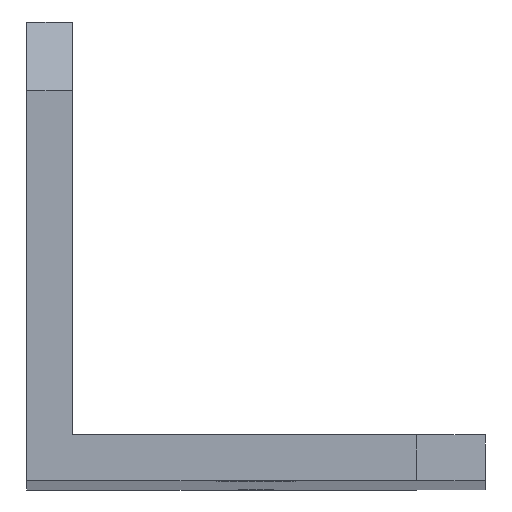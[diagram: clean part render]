
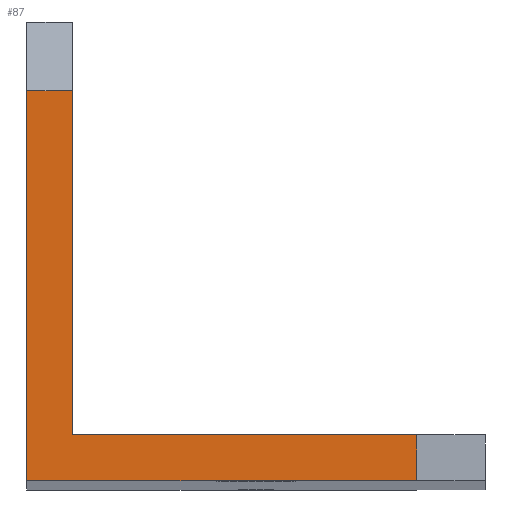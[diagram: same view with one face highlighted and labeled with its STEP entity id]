
A CAD part, top view. The second image highlights one B-rep face of the part: STEP entity #87.
In plain terms, the highlighted planar face has unit normal (0, 0, 1).
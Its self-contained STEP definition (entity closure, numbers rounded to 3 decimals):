
#4 = LINE ( 'NONE', #183, #644 ) ;
#6 = VECTOR ( 'NONE', #485, 1000. ) ;
#10 = EDGE_CURVE ( 'NONE', #511, #47, #37, .T. ) ;
#37 = LINE ( 'NONE', #320, #130 ) ;
#47 = VERTEX_POINT ( 'NONE', #266 ) ;
#49 = CARTESIAN_POINT ( 'NONE',  ( 17., 0., 117.5 ) ) ;
#62 = CARTESIAN_POINT ( 'NONE',  ( 17., 2., 117.5 ) ) ;
#64 = AXIS2_PLACEMENT_3D ( 'NONE', #480, #583, #578 ) ;
#72 = EDGE_CURVE ( 'NONE', #99, #435, #414, .T. ) ;
#87 = ADVANCED_FACE ( 'NONE', ( #280 ), #232, .F. ) ;
#91 = CARTESIAN_POINT ( 'NONE',  ( 2., 20., 117.5 ) ) ;
#99 = VERTEX_POINT ( 'NONE', #281 ) ;
#113 = ORIENTED_EDGE ( 'NONE', *, *, #180, .T. ) ;
#130 = VECTOR ( 'NONE', #179, 1000. ) ;
#151 = DIRECTION ( 'NONE',  ( 0., 1., 0. ) ) ;
#160 = CARTESIAN_POINT ( 'NONE',  ( 2., 17., 117.5 ) ) ;
#169 = VECTOR ( 'NONE', #313, 1000. ) ;
#176 = LINE ( 'NONE', #91, #426 ) ;
#179 = DIRECTION ( 'NONE',  ( -1., 0., 0. ) ) ;
#180 = EDGE_CURVE ( 'NONE', #47, #469, #176, .T. ) ;
#183 = CARTESIAN_POINT ( 'NONE',  ( 0., 0., 117.5 ) ) ;
#205 = CARTESIAN_POINT ( 'NONE',  ( 17., 0., 117.5 ) ) ;
#206 = ORIENTED_EDGE ( 'NONE', *, *, #72, .T. ) ;
#212 = CARTESIAN_POINT ( 'NONE',  ( 0., 17., 117.5 ) ) ;
#232 = PLANE ( 'NONE',  #64 ) ;
#266 = CARTESIAN_POINT ( 'NONE',  ( 2., 2., 117.5 ) ) ;
#280 = FACE_OUTER_BOUND ( 'NONE', #551, .T. ) ;
#281 = CARTESIAN_POINT ( 'NONE',  ( 0., 0., 117.5 ) ) ;
#289 = EDGE_CURVE ( 'NONE', #435, #511, #622, .T. ) ;
#313 = DIRECTION ( 'NONE',  ( -1., 0., 0. ) ) ;
#315 = VERTEX_POINT ( 'NONE', #486 ) ;
#320 = CARTESIAN_POINT ( 'NONE',  ( 20., 2., 117.5 ) ) ;
#349 = ORIENTED_EDGE ( 'NONE', *, *, #289, .T. ) ;
#357 = ORIENTED_EDGE ( 'NONE', *, *, #612, .T. ) ;
#382 = DIRECTION ( 'NONE',  ( 0., -1., 0. ) ) ;
#384 = DIRECTION ( 'NONE',  ( 0., 1., 0. ) ) ;
#388 = ORIENTED_EDGE ( 'NONE', *, *, #10, .T. ) ;
#414 = LINE ( 'NONE', #431, #6 ) ;
#426 = VECTOR ( 'NONE', #384, 1000. ) ;
#431 = CARTESIAN_POINT ( 'NONE',  ( 0., 0., 117.5 ) ) ;
#435 = VERTEX_POINT ( 'NONE', #205 ) ;
#458 = LINE ( 'NONE', #212, #169 ) ;
#469 = VERTEX_POINT ( 'NONE', #160 ) ;
#480 = CARTESIAN_POINT ( 'NONE',  ( 0., 0., 117.5 ) ) ;
#485 = DIRECTION ( 'NONE',  ( 1., 0., 0. ) ) ;
#486 = CARTESIAN_POINT ( 'NONE',  ( 0., 17., 117.5 ) ) ;
#494 = ORIENTED_EDGE ( 'NONE', *, *, #513, .T. ) ;
#511 = VERTEX_POINT ( 'NONE', #62 ) ;
#513 = EDGE_CURVE ( 'NONE', #469, #315, #458, .T. ) ;
#551 = EDGE_LOOP ( 'NONE', ( #206, #349, #388, #113, #494, #357 ) ) ;
#576 = VECTOR ( 'NONE', #151, 1000. ) ;
#578 = DIRECTION ( 'NONE',  ( -1., 0., 0. ) ) ;
#583 = DIRECTION ( 'NONE',  ( 0., 0., -1. ) ) ;
#612 = EDGE_CURVE ( 'NONE', #315, #99, #4, .T. ) ;
#622 = LINE ( 'NONE', #49, #576 ) ;
#644 = VECTOR ( 'NONE', #382, 1000. ) ;
